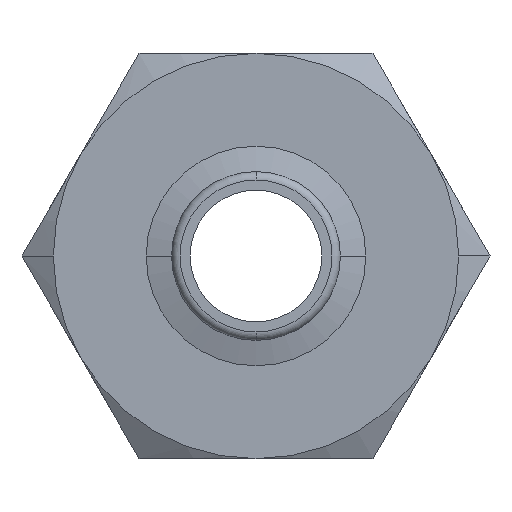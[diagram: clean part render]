
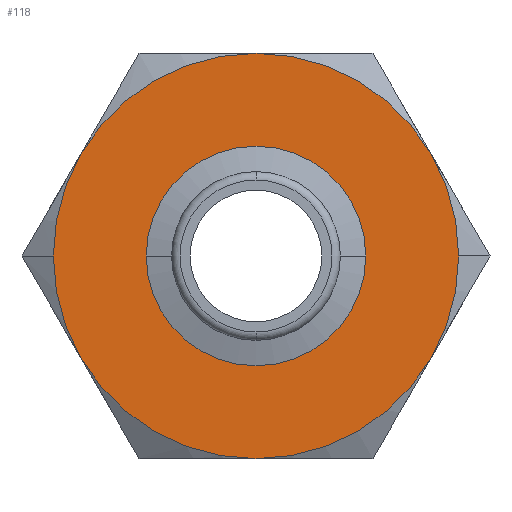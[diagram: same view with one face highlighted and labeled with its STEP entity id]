
A CAD part, front view. The second image highlights one B-rep face of the part: STEP entity #118.
In plain terms, the highlighted planar face has unit normal (0, -1, 0).
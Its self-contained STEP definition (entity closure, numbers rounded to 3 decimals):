
#118=ADVANCED_FACE('',(#257,#258),#259,.T.);
#257=FACE_OUTER_BOUND('',#418,.T.);
#258=FACE_BOUND('',#419,.T.);
#259=PLANE('',#420);
#418=EDGE_LOOP('',(#689,#690,#691,#692,#693,#694,#695,#696));
#419=EDGE_LOOP('',(#697,#698));
#420=AXIS2_PLACEMENT_3D('',#699,#700,#701);
#689=ORIENTED_EDGE('',*,*,#956,.F.);
#690=ORIENTED_EDGE('',*,*,#981,.F.);
#691=ORIENTED_EDGE('',*,*,#1026,.F.);
#692=ORIENTED_EDGE('',*,*,#943,.F.);
#693=ORIENTED_EDGE('',*,*,#997,.F.);
#694=ORIENTED_EDGE('',*,*,#1027,.F.);
#695=ORIENTED_EDGE('',*,*,#1028,.F.);
#696=ORIENTED_EDGE('',*,*,#935,.F.);
#697=ORIENTED_EDGE('',*,*,#961,.F.);
#698=ORIENTED_EDGE('',*,*,#1007,.F.);
#699=CARTESIAN_POINT('',(6.0,24.5,0.0));
#700=DIRECTION('',(-0.0,-1.0,-0.0));
#701=DIRECTION('',(-1.0,0.0,0.0));
#935=EDGE_CURVE('',#1099,#1102,#1103,.T.);
#943=EDGE_CURVE('',#1113,#1115,#1116,.T.);
#956=EDGE_CURVE('',#1133,#1099,#1135,.T.);
#961=EDGE_CURVE('',#1142,#1138,#1144,.T.);
#981=EDGE_CURVE('',#1178,#1133,#1180,.T.);
#997=EDGE_CURVE('',#1204,#1113,#1206,.T.);
#1007=EDGE_CURVE('',#1138,#1142,#1218,.T.);
#1026=EDGE_CURVE('',#1115,#1178,#1243,.T.);
#1027=EDGE_CURVE('',#1192,#1204,#1244,.T.);
#1028=EDGE_CURVE('',#1102,#1192,#1245,.T.);
#1099=VERTEX_POINT('',#1327);
#1102=VERTEX_POINT('',#1331);
#1103=CIRCLE('',#1332,12.0);
#1113=VERTEX_POINT('',#1355);
#1115=VERTEX_POINT('',#1358);
#1116=CIRCLE('',#1359,12.0);
#1133=VERTEX_POINT('',#1433);
#1135=CIRCLE('',#1446,12.0);
#1138=VERTEX_POINT('',#1449);
#1142=VERTEX_POINT('',#1454);
#1144=CIRCLE('',#1457,6.5);
#1178=VERTEX_POINT('',#1497);
#1180=CIRCLE('',#1510,12.0);
#1192=VERTEX_POINT('',#1557);
#1204=VERTEX_POINT('',#1615);
#1206=CIRCLE('',#1628,12.0);
#1218=CIRCLE('',#1673,6.5);
#1243=CIRCLE('',#1698,12.0);
#1244=CIRCLE('',#1699,12.0);
#1245=CIRCLE('',#1700,12.0);
#1327=CARTESIAN_POINT('',(12.0,24.5,0.));
#1331=CARTESIAN_POINT('',(10.392,24.5,-6.0));
#1332=AXIS2_PLACEMENT_3D('',#1842,#1843,#1844);
#1355=CARTESIAN_POINT('',(-12.0,24.5,0.));
#1358=CARTESIAN_POINT('',(-10.392,24.5,6.0));
#1359=AXIS2_PLACEMENT_3D('',#1851,#1852,#1853);
#1433=CARTESIAN_POINT('',(10.392,24.5,6.0));
#1446=AXIS2_PLACEMENT_3D('',#1859,#1860,#1861);
#1449=CARTESIAN_POINT('',(6.5,24.5,0.));
#1454=CARTESIAN_POINT('',(-6.5,24.5,0.));
#1457=AXIS2_PLACEMENT_3D('',#1867,#1868,#1869);
#1497=CARTESIAN_POINT('',(0.,24.5,12.0));
#1510=AXIS2_PLACEMENT_3D('',#1900,#1901,#1902);
#1557=CARTESIAN_POINT('',(0.0,24.5,-12.0));
#1615=CARTESIAN_POINT('',(-10.392,24.5,-6.0));
#1628=AXIS2_PLACEMENT_3D('',#1907,#1908,#1909);
#1673=AXIS2_PLACEMENT_3D('',#1919,#1920,#1921);
#1698=AXIS2_PLACEMENT_3D('',#1961,#1962,#1963);
#1699=AXIS2_PLACEMENT_3D('',#1964,#1965,#1966);
#1700=AXIS2_PLACEMENT_3D('',#1967,#1968,#1969);
#1842=CARTESIAN_POINT('',(0.0,24.5,0.0));
#1843=DIRECTION('',(-0.0,1.0,0.0));
#1844=DIRECTION('',(1.0,0.0,0.0));
#1851=CARTESIAN_POINT('',(0.0,24.5,0.0));
#1852=DIRECTION('',(-0.0,1.0,0.0));
#1853=DIRECTION('',(1.0,0.0,0.0));
#1859=CARTESIAN_POINT('',(0.0,24.5,0.0));
#1860=DIRECTION('',(-0.0,1.0,0.0));
#1861=DIRECTION('',(1.0,0.0,0.0));
#1867=CARTESIAN_POINT('',(0.0,24.5,0.0));
#1868=DIRECTION('',(0.0,-1.0,0.0));
#1869=DIRECTION('',(1.0,0.0,0.0));
#1900=CARTESIAN_POINT('',(0.0,24.5,0.0));
#1901=DIRECTION('',(-0.0,1.0,0.0));
#1902=DIRECTION('',(1.0,0.0,0.0));
#1907=CARTESIAN_POINT('',(0.0,24.5,0.0));
#1908=DIRECTION('',(-0.0,1.0,0.0));
#1909=DIRECTION('',(1.0,0.0,0.0));
#1919=CARTESIAN_POINT('',(0.0,24.5,0.0));
#1920=DIRECTION('',(0.0,-1.0,0.0));
#1921=DIRECTION('',(1.0,0.0,0.0));
#1961=CARTESIAN_POINT('',(0.0,24.5,0.0));
#1962=DIRECTION('',(-0.0,1.0,0.0));
#1963=DIRECTION('',(1.0,0.0,0.0));
#1964=CARTESIAN_POINT('',(0.0,24.5,0.0));
#1965=DIRECTION('',(-0.0,1.0,0.0));
#1966=DIRECTION('',(1.0,0.0,0.0));
#1967=CARTESIAN_POINT('',(0.0,24.5,0.0));
#1968=DIRECTION('',(-0.0,1.0,0.0));
#1969=DIRECTION('',(1.0,0.0,0.0));
